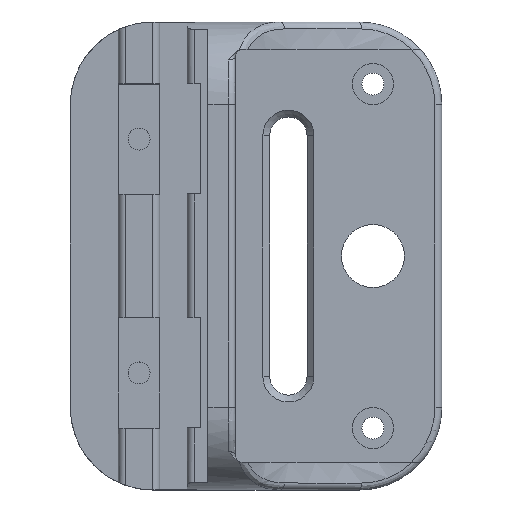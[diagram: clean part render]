
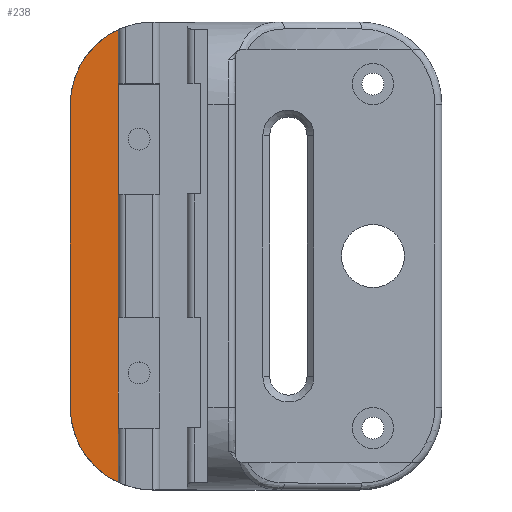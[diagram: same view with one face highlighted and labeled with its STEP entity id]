
A CAD part, top view. The second image highlights one B-rep face of the part: STEP entity #238.
In plain terms, the highlighted planar face has unit normal (0, 0, 1).
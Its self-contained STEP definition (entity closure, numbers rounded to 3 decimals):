
#98 = CARTESIAN_POINT ( 'NONE',  ( -17., 66.909, 4. ) ) ;
#238 = ADVANCED_FACE ( 'NONE', ( #2815 ), #1191, .F. ) ;
#328 = EDGE_CURVE ( 'NONE', #2324, #2988, #1574, .T. ) ;
#346 = DIRECTION ( 'NONE',  ( 0., 0., 1. ) ) ;
#443 = VERTEX_POINT ( 'NONE', #2051 ) ;
#722 = EDGE_CURVE ( 'NONE', #3514, #443, #2233, .T. ) ;
#819 = LINE ( 'NONE', #3505, #1843 ) ;
#967 = CARTESIAN_POINT ( 'NONE',  ( -12., 56., 4. ) ) ;
#1191 = PLANE ( 'NONE',  #2661 ) ;
#1298 = DIRECTION ( 'NONE',  ( 0., 0., 1. ) ) ;
#1574 = CIRCLE ( 'NONE', #3533, 12. ) ;
#1827 = EDGE_CURVE ( 'NONE', #3514, #2988, #819, .T. ) ;
#1843 = VECTOR ( 'NONE', #1904, 1000. ) ;
#1848 = ORIENTED_EDGE ( 'NONE', *, *, #2875, .T. ) ;
#1904 = DIRECTION ( 'NONE',  ( 0., -1., 0. ) ) ;
#2015 = CARTESIAN_POINT ( 'NONE',  ( -12., 12., 4. ) ) ;
#2051 = CARTESIAN_POINT ( 'NONE',  ( -24., 56., 4. ) ) ;
#2233 = CIRCLE ( 'NONE', #3476, 12. ) ;
#2324 = VERTEX_POINT ( 'NONE', #2649 ) ;
#2649 = CARTESIAN_POINT ( 'NONE',  ( -24., 12., 4. ) ) ;
#2661 = AXIS2_PLACEMENT_3D ( 'NONE', #3800, #4127, #3162 ) ;
#2815 = FACE_OUTER_BOUND ( 'NONE', #4068, .T. ) ;
#2875 = EDGE_CURVE ( 'NONE', #443, #2324, #4087, .T. ) ;
#2988 = VERTEX_POINT ( 'NONE', #3971 ) ;
#3162 = DIRECTION ( 'NONE',  ( -1., 0., 0. ) ) ;
#3233 = VECTOR ( 'NONE', #3989, 1000. ) ;
#3328 = ORIENTED_EDGE ( 'NONE', *, *, #1827, .F. ) ;
#3476 = AXIS2_PLACEMENT_3D ( 'NONE', #967, #1298, #3599 ) ;
#3505 = CARTESIAN_POINT ( 'NONE',  ( -17., 0., 4. ) ) ;
#3514 = VERTEX_POINT ( 'NONE', #98 ) ;
#3533 = AXIS2_PLACEMENT_3D ( 'NONE', #2015, #346, #3650 ) ;
#3599 = DIRECTION ( 'NONE',  ( -1., 0., 0. ) ) ;
#3650 = DIRECTION ( 'NONE',  ( -1., 0., 0. ) ) ;
#3800 = CARTESIAN_POINT ( 'NONE',  ( -24., 68., 4. ) ) ;
#3971 = CARTESIAN_POINT ( 'NONE',  ( -17., 1.091, 4. ) ) ;
#3982 = ORIENTED_EDGE ( 'NONE', *, *, #722, .T. ) ;
#3989 = DIRECTION ( 'NONE',  ( 0., -1., 0. ) ) ;
#4068 = EDGE_LOOP ( 'NONE', ( #1848, #4165, #3328, #3982 ) ) ;
#4087 = LINE ( 'NONE', #4226, #3233 ) ;
#4127 = DIRECTION ( 'NONE',  ( 0., 0., -1. ) ) ;
#4165 = ORIENTED_EDGE ( 'NONE', *, *, #328, .T. ) ;
#4226 = CARTESIAN_POINT ( 'NONE',  ( -24., 68., 4. ) ) ;
